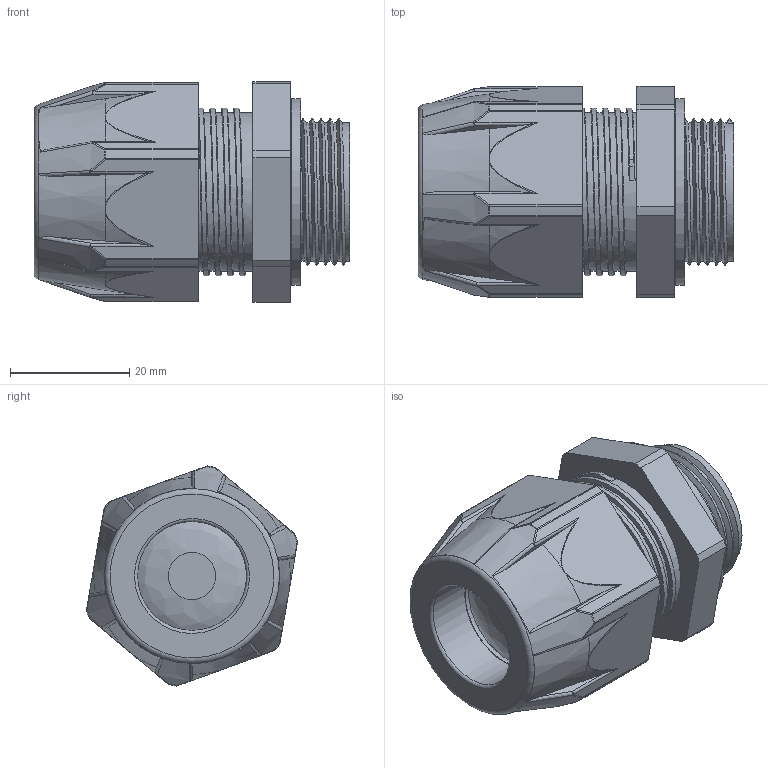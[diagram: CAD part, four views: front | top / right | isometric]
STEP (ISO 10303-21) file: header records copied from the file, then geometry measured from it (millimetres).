
FILE_DESCRIPTION(/* description */ ('Euro-Top-X-4.Generation M25x1,5, Ex e, Doppeldichtung','CAx-IF Rec.Pracs.---Representation and Presentation of Product Manufacturing Information (PMI)---3.8---2014-02-18'),/* implementation_level */ '2;1');
FILE_NAME(/* name */ '85280525X4HI-RST-neu.stp',/* time_stamp */ '2023-11-13T11:11:52+01:00',/* author */ ('sl'),/* organization */ (''),/* preprocessor_version */ 'ST-DEVELOPER v16.5',/* originating_system */ 'Autodesk Inventor 2017',/* authorisation */ '');
FILE_SCHEMA (('AP242_MANAGED_MODEL_BASED_3D_ENGINEERING_MIM_LF { 1 0 10303 442 1 1 4 }'));
Length unit declared in the file: millimetre
Products named in the file (7): 85280525X4HI; 85080525X4HI; Euro-Top-X-4.Generation-01-BT-0001-85080525X4HI; 85080525X4HI_1; Euro-Top-X-4.Generation-01-BT-0004-85080525X4HI; 85080525X4HI_2; 85280525XHI
Assembly tree (6 placements, depth 2):
  85280525X4HI
    85080525X4HI
    Euro-Top-X-4.Generation-01-BT-0001-85080525X4HI
    85080525X4HI_1
    Euro-Top-X-4.Generation-01-BT-0004-85080525X4HI
    85080525X4HI_2
    85280525XHI
Bounding box: 53.09 x 35.52 x 36.98 mm (x, y, z)
Volume: 26658.6 mm3; surface area: 21643.1 mm2
Topology: 6 solids, 6 shells, 374 faces, 995 edges, 632 vertices
Faces by surface type: plane 125, cylinder 118, bspline 56, torus 30, sphere 24, cone 21
Full cylindrical faces by diameter (mm): 13.2 x1, 18.32 x2, 18.58 x1, 18.6 x1, 18.65 x1, 18.82 x1, 22.5 x1, 22.6 x2, 23 x1, 23.278 x6, 25.58 x1, 26.7 x6, 27.13 x6, 28.652 x6, 31.4 x1
Entity records: 15809 total; most frequent: CARTESIAN_POINT 7088, ORIENTED_EDGE 1768, DIRECTION 1718, EDGE_CURVE 884, AXIS2_PLACEMENT_3D 710, VERTEX_POINT 583, EDGE_LOOP 403, CIRCLE 396
